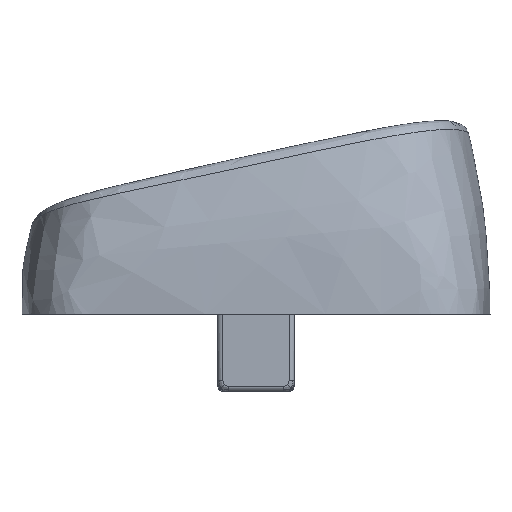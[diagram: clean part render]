
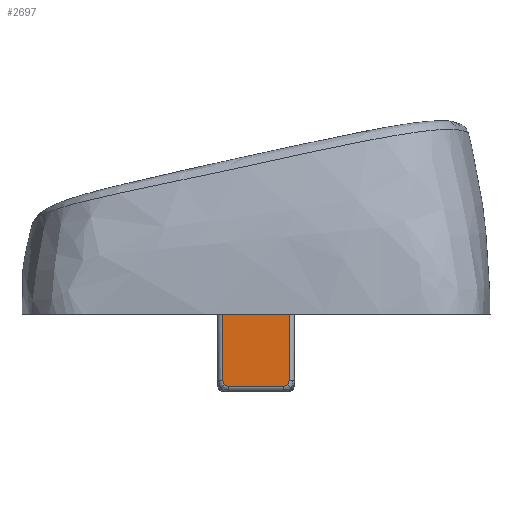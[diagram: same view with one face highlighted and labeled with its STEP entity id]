
A CAD part, left-side view. The second image highlights one B-rep face of the part: STEP entity #2697.
In plain terms, the highlighted planar face has unit normal (-1, 0, -0.009).
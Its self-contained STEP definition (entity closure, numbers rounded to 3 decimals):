
#23=PLANE('',#2946);
#68=LINE('',#7955,#116);
#70=LINE('',#7958,#118);
#72=LINE('',#7961,#120);
#77=LINE('',#7968,#125);
#116=VECTOR('',#3427,10.);
#118=VECTOR('',#3431,10.);
#120=VECTOR('',#3435,10.);
#125=VECTOR('',#3444,10.);
#275=FACE_OUTER_BOUND('',#414,.T.);
#414=EDGE_LOOP('',(#2169,#2170,#2171,#2172,#2173,#2174,#2175,#2176,#2177,
#2178,#2179,#2180));
#465=CIRCLE('',#2759,0.231);
#468=CIRCLE('',#2762,0.231);
#475=CIRCLE('',#2769,0.201);
#478=CIRCLE('',#2772,0.201);
#499=CIRCLE('',#2793,0.231);
#501=CIRCLE('',#2795,0.201);
#504=CIRCLE('',#2798,0.201);
#610=CIRCLE('',#2921,0.231);
#869=VERTEX_POINT('',#4310);
#870=VERTEX_POINT('',#4317);
#872=VERTEX_POINT('',#4363);
#881=VERTEX_POINT('',#4548);
#882=VERTEX_POINT('',#4555);
#884=VERTEX_POINT('',#4601);
#909=VERTEX_POINT('',#5116);
#910=VERTEX_POINT('',#5123);
#913=VERTEX_POINT('',#5170);
#914=VERTEX_POINT('',#5177);
#916=VERTEX_POINT('',#5223);
#1028=VERTEX_POINT('',#7696);
#1193=EDGE_CURVE('',#869,#870,#465,.T.);
#1197=EDGE_CURVE('',#872,#869,#468,.T.);
#1209=EDGE_CURVE('',#881,#882,#475,.T.);
#1213=EDGE_CURVE('',#884,#881,#478,.T.);
#1247=EDGE_CURVE('',#909,#910,#499,.T.);
#1251=EDGE_CURVE('',#913,#914,#501,.T.);
#1255=EDGE_CURVE('',#916,#913,#504,.T.);
#1436=EDGE_CURVE('',#1028,#909,#610,.T.);
#1463=EDGE_CURVE('',#882,#872,#68,.T.);
#1465=EDGE_CURVE('',#870,#1028,#70,.T.);
#1467=EDGE_CURVE('',#914,#884,#72,.T.);
#1472=EDGE_CURVE('',#910,#916,#77,.T.);
#2169=ORIENTED_EDGE('',*,*,#1197,.F.);
#2170=ORIENTED_EDGE('',*,*,#1463,.F.);
#2171=ORIENTED_EDGE('',*,*,#1209,.F.);
#2172=ORIENTED_EDGE('',*,*,#1213,.F.);
#2173=ORIENTED_EDGE('',*,*,#1467,.F.);
#2174=ORIENTED_EDGE('',*,*,#1251,.F.);
#2175=ORIENTED_EDGE('',*,*,#1255,.F.);
#2176=ORIENTED_EDGE('',*,*,#1472,.F.);
#2177=ORIENTED_EDGE('',*,*,#1247,.F.);
#2178=ORIENTED_EDGE('',*,*,#1436,.F.);
#2179=ORIENTED_EDGE('',*,*,#1465,.F.);
#2180=ORIENTED_EDGE('',*,*,#1193,.F.);
#2697=ADVANCED_FACE('',(#275),#23,.T.);
#2759=AXIS2_PLACEMENT_3D('',#4318,#3023,#3024);
#2762=AXIS2_PLACEMENT_3D('',#4365,#3029,#3030);
#2769=AXIS2_PLACEMENT_3D('',#4556,#3043,#3044);
#2772=AXIS2_PLACEMENT_3D('',#4603,#3049,#3050);
#2793=AXIS2_PLACEMENT_3D('',#5124,#3091,#3092);
#2795=AXIS2_PLACEMENT_3D('',#5178,#3095,#3096);
#2798=AXIS2_PLACEMENT_3D('',#5225,#3101,#3102);
#2921=AXIS2_PLACEMENT_3D('',#7698,#3371,#3372);
#2946=AXIS2_PLACEMENT_3D('',#7969,#3445,#3446);
#3023=DIRECTION('center_axis',(1.,0.,0.009));
#3024=DIRECTION('ref_axis',(-0.006,0.71,0.704));
#3029=DIRECTION('center_axis',(1.,0.,0.009));
#3030=DIRECTION('ref_axis',(-0.006,0.71,0.704));
#3043=DIRECTION('center_axis',(1.,0.,0.009));
#3044=DIRECTION('ref_axis',(0.006,0.704,-0.71));
#3049=DIRECTION('center_axis',(1.,0.,0.009));
#3050=DIRECTION('ref_axis',(0.006,0.704,-0.71));
#3091=DIRECTION('center_axis',(1.,0.,0.009));
#3092=DIRECTION('ref_axis',(-0.006,-0.71,0.704));
#3095=DIRECTION('center_axis',(1.,0.,0.009));
#3096=DIRECTION('ref_axis',(0.006,-0.704,-0.71));
#3101=DIRECTION('center_axis',(1.,0.,0.009));
#3102=DIRECTION('ref_axis',(0.006,-0.704,-0.71));
#3371=DIRECTION('center_axis',(1.,0.,0.009));
#3372=DIRECTION('ref_axis',(-0.006,-0.71,0.704));
#3427=DIRECTION('',(-0.009,0.009,1.));
#3431=DIRECTION('',(0.,-1.,0.));
#3435=DIRECTION('',(0.,1.,0.));
#3444=DIRECTION('',(0.009,0.009,-1.));
#3445=DIRECTION('center_axis',(-1.,0.,
-0.009));
#3446=DIRECTION('ref_axis',(0.,1.,0.));
#4310=CARTESIAN_POINT('',(-3.447,1.229,-0.316));
#4317=CARTESIAN_POINT('',(-3.448,1.065,-0.248));
#4318=CARTESIAN_POINT('Origin',(-3.446,1.065,-0.478));
#4363=CARTESIAN_POINT('',(-3.446,1.296,-0.48));
#4365=CARTESIAN_POINT('Origin',(-3.446,1.065,-0.478));
#4548=CARTESIAN_POINT('',(-3.419,1.211,-3.543));
#4555=CARTESIAN_POINT('',(-3.42,1.27,-3.402));
#4556=CARTESIAN_POINT('Origin',(-3.42,1.069,-3.401));
#4601=CARTESIAN_POINT('',(-3.419,1.069,-3.602));
#4603=CARTESIAN_POINT('Origin',(-3.42,1.069,-3.401));
#5116=CARTESIAN_POINT('',(-3.447,-1.229,-0.316));
#5123=CARTESIAN_POINT('',(-3.446,-1.296,-0.48));
#5124=CARTESIAN_POINT('Origin',(-3.446,-1.065,-0.478));
#5170=CARTESIAN_POINT('',(-3.419,-1.211,-3.543));
#5177=CARTESIAN_POINT('',(-3.419,-1.069,-3.602));
#5178=CARTESIAN_POINT('Origin',(-3.42,-1.069,-3.401));
#5223=CARTESIAN_POINT('',(-3.42,-1.27,-3.402));
#5225=CARTESIAN_POINT('Origin',(-3.42,-1.069,-3.401));
#7696=CARTESIAN_POINT('',(-3.448,-1.065,-0.248));
#7698=CARTESIAN_POINT('Origin',(-3.446,-1.065,-0.478));
#7955=CARTESIAN_POINT('',(-3.45,1.3,-0.003));
#7958=CARTESIAN_POINT('',(-3.448,0.75,-0.248));
#7961=CARTESIAN_POINT('',(-3.419,0.75,-3.602));
#7968=CARTESIAN_POINT('',(-3.45,-1.3,-0.011));
#7969=CARTESIAN_POINT('Origin',(-3.45,1.5,0.));
